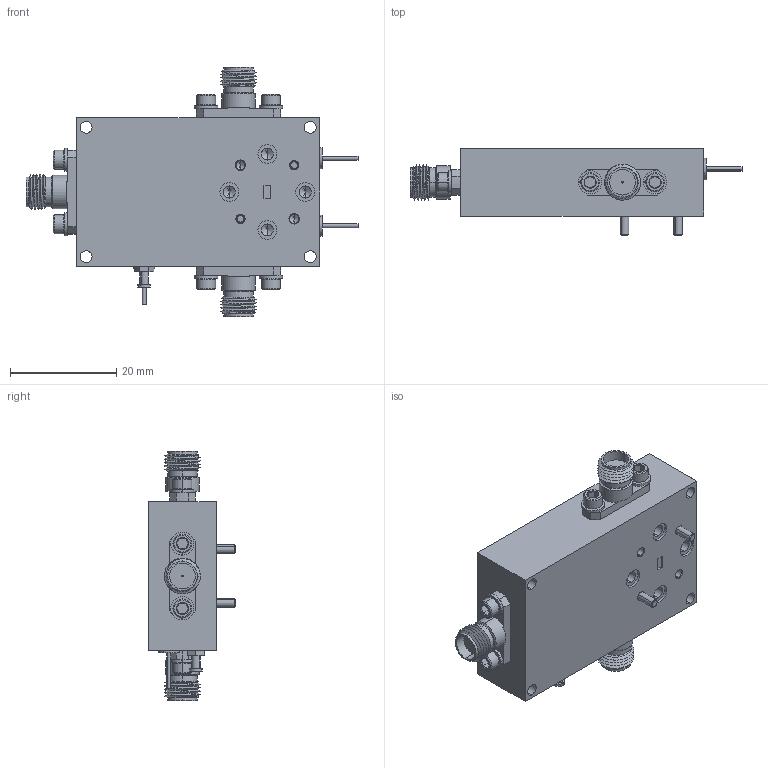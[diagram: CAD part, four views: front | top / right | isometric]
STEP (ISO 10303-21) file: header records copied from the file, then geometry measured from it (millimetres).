
FILE_DESCRIPTION (( 'STEP AP203' ), '1' );
FILE_NAME ('SSR-9330636030-10-M1.STEP', '2019-04-05T00:51:22', ( '' ), ( '' ), 'SwSTEP 2.0', 'SolidWorks 2016', '' );
FILE_SCHEMA (( 'CONFIG_CONTROL_DESIGN' ));
Length unit declared in the file: millimetre
Products named in the file (1): SSR-9330636030-10-M1
Bounding box: 62.48 x 16.32 x 46.99 mm (x, y, z)
Volume: 17111.5 mm3; surface area: 11276 mm2
Topology: 28 solids, 28 shells, 1077 faces, 2731 edges, 1727 vertices
Faces by surface type: cylinder 554, plane 271, cone 210, bspline 34, torus 8
Entity records: 45645 total; most frequent: CARTESIAN_POINT 21883, ORIENTED_EDGE 5370, DIRECTION 4550, EDGE_CURVE 2685, AXIS2_PLACEMENT_3D 1733, VERTEX_POINT 1727, EDGE_LOOP 1182, LINE 1084
